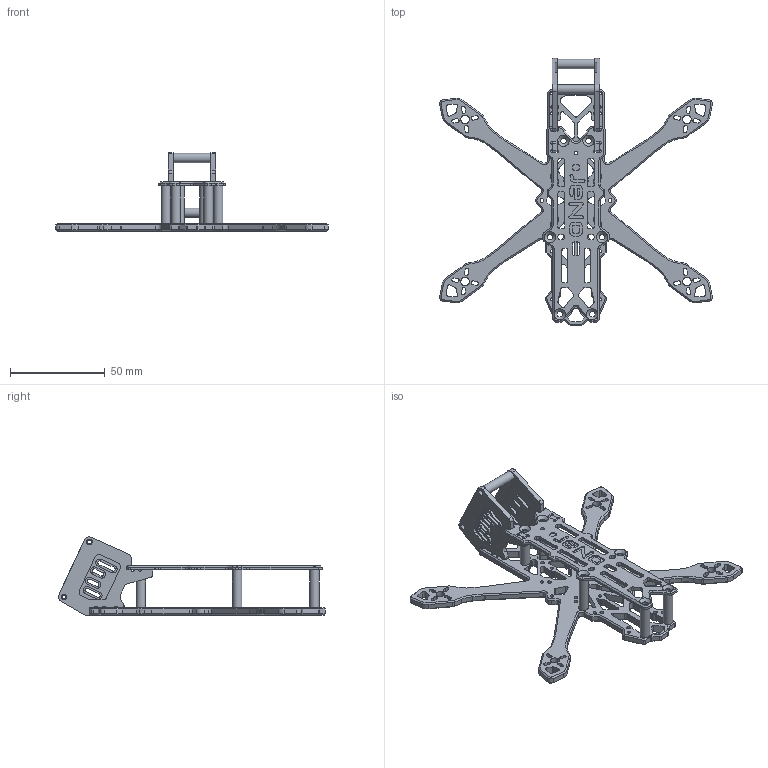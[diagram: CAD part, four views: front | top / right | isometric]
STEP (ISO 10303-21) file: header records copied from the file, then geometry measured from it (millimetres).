
FILE_DESCRIPTION(/* description */ ('','CAx-IF Rec.Pracs.---Representation and Presentation of Product Manufacturing Information (PMI)---4.0---2014-10-13'),/* implementation_level */ '2;1');
FILE_NAME(/* name */ 'JeNo 3_V1.2.1_O4PRO Soft.step',/* time_stamp */ '2025-02-08T17:22:15+01:00',/* author */ (''),/* organization */ (''),/* preprocessor_version */ 'ST-DEVELOPER v20',/* originating_system */ 'Autodesk Translation Framework v13.20.0.188',/* authorisation */ '');
FILE_SCHEMA (('AP242_MANAGED_MODEL_BASED_3D_ENGINEERING_MIM_LF { 1 0 10303 442 1 1 4 }'));
Length unit declared in the file: millimetre
Products named in the file (1): JeNo 3_M3_rc1
Bounding box: 144.21 x 141.24 x 41.39 mm (x, y, z)
Volume: 30086.2 mm3; surface area: 34216.3 mm2
Topology: 14 solids, 14 shells, 1369 faces, 3658 edges, 2330 vertices
Faces by surface type: plane 687, cylinder 518, cone 164
Full cylindrical faces by diameter (mm): 1.6 x4, 2 x20, 3 x22, 4.5 x4, 5 x8
Entity records: 43011 total; most frequent: DIRECTION 7600, CARTESIAN_POINT 7408, ORIENTED_EDGE 7316, EDGE_CURVE 3658, AXIS2_PLACEMENT_3D 2586, LINE 2428, VECTOR 2428, VERTEX_POINT 2330
